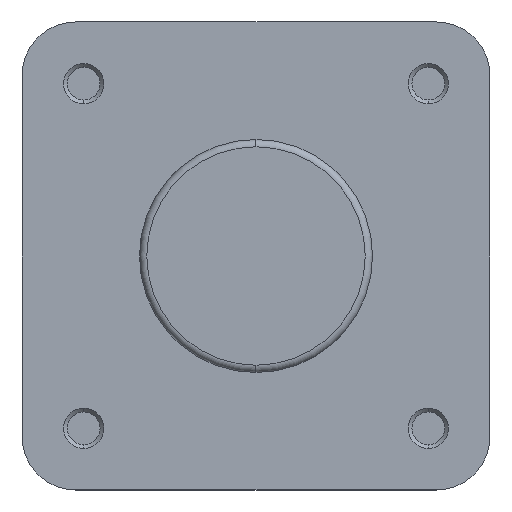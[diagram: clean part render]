
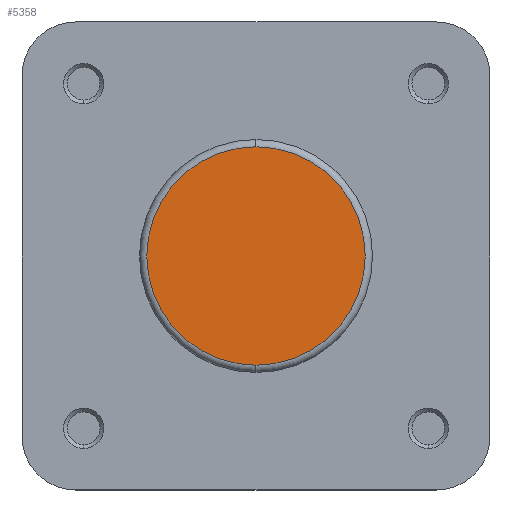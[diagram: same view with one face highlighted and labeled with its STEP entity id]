
A CAD part, left-side view. The second image highlights one B-rep face of the part: STEP entity #5358.
In plain terms, the highlighted planar face has unit normal (-1, 0, 0).
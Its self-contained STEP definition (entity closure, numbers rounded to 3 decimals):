
#191 = VERTEX_POINT ( 'NONE', #490 ) ;
#192 = VERTEX_POINT ( 'NONE', #491 ) ;
#490 = CARTESIAN_POINT ( 'NONE',  ( 0., 0., 22.4 ) ) ;
#491 = CARTESIAN_POINT ( 'NONE',  ( 0., 0., -22.4 ) ) ;
#596 = EDGE_LOOP ( 'NONE', ( #4353, #4352 ) ) ;
#957 = CARTESIAN_POINT ( 'NONE',  ( 0., 0., 0. ) ) ;
#958 = DIRECTION ( 'NONE',  ( -1., 0., 0. ) ) ;
#959 = DIRECTION ( 'NONE',  ( 0., 0., -1. ) ) ;
#1877 = CARTESIAN_POINT ( 'NONE',  ( 0., 0., 0. ) ) ;
#1884 = DIRECTION ( 'NONE',  ( -1., 0., 0. ) ) ;
#1885 = DIRECTION ( 'NONE',  ( 0., 0., -1. ) ) ;
#2007 = PLANE ( 'NONE',  #3936 ) ;
#2011 = CARTESIAN_POINT ( 'NONE',  ( 0., 23.9, 0. ) ) ;
#2023 = DIRECTION ( 'NONE',  ( 1., 0., 0. ) ) ;
#2024 = DIRECTION ( 'NONE',  ( 0., 0., -1. ) ) ;
#3334 = EDGE_CURVE ( 'NONE', #192, #191, #4607, .T. ) ;
#3701 = EDGE_CURVE ( 'NONE', #191, #192, #5174, .T. ) ;
#3774 = AXIS2_PLACEMENT_3D ( 'NONE', #957, #958, #959 ) ;
#3932 = AXIS2_PLACEMENT_3D ( 'NONE', #1877, #1884, #1885 ) ;
#3936 = AXIS2_PLACEMENT_3D ( 'NONE', #2011, #2023, #2024 ) ;
#4352 = ORIENTED_EDGE ( 'NONE', *, *, #3701, .T. ) ;
#4353 = ORIENTED_EDGE ( 'NONE', *, *, #3334, .T. ) ;
#4607 = CIRCLE ( 'NONE', #3774, 22.4 ) ;
#5174 = CIRCLE ( 'NONE', #3932, 22.4 ) ;
#5259 = FACE_OUTER_BOUND ( 'NONE', #596, .T. ) ;
#5358 = ADVANCED_FACE ( 'NONE', ( #5259 ), #2007, .F. ) ;
